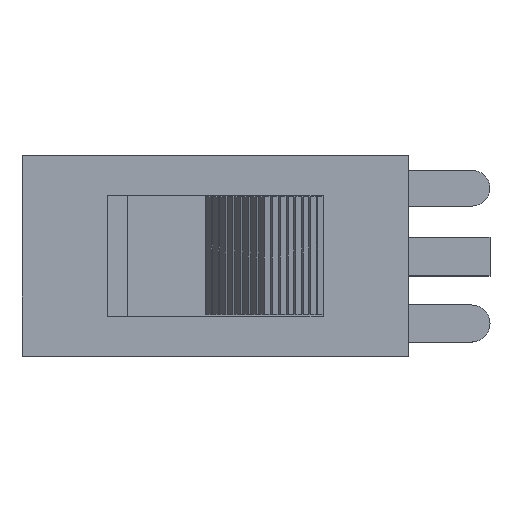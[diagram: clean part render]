
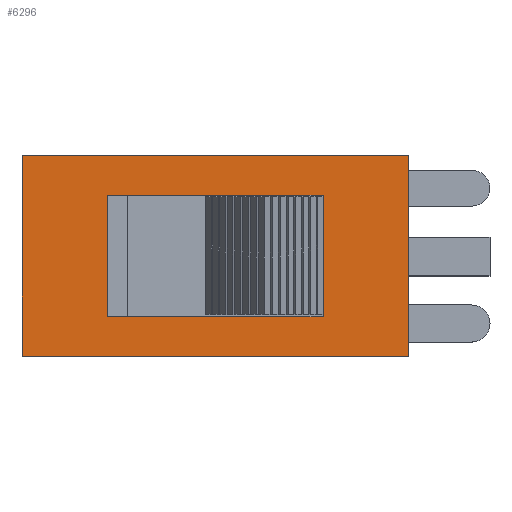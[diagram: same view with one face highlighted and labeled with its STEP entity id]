
A CAD part, top view. The second image highlights one B-rep face of the part: STEP entity #6296.
In plain terms, the highlighted planar face has unit normal (0, 0, 1).
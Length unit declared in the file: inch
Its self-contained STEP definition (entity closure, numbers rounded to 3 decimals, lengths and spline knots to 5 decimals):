
#869=CARTESIAN_POINT('',(0.25,0.12992,0.26417));
#870=VERTEX_POINT('',#869);
#877=CARTESIAN_POINT('',(0.25,-0.12992,0.26417));
#878=VERTEX_POINT('',#877);
#879=CARTESIAN_POINT('',(0.25,0.12992,0.26417));
#880=DIRECTION('',(0.0,-1.0,0.0));
#881=VECTOR('',#880,0.25984);
#882=LINE('',#879,#881);
#883=EDGE_CURVE('',#870,#878,#882,.T.);
#3520=CARTESIAN_POINT('',(0.13976,0.07598,0.26417));
#3521=VERTEX_POINT('',#3520);
#3522=CARTESIAN_POINT('',(0.13976,-0.07598,0.26417));
#3523=VERTEX_POINT('',#3522);
#3524=CARTESIAN_POINT('',(0.13976,0.07598,0.26417));
#3525=DIRECTION('',(0.0,-1.0,0.0));
#3526=VECTOR('',#3525,0.15197);
#3527=LINE('',#3524,#3526);
#3528=EDGE_CURVE('',#3521,#3523,#3527,.T.);
#4953=CARTESIAN_POINT('',(0.13976,0.07874,0.26417));
#4954=VERTEX_POINT('',#4953);
#4955=CARTESIAN_POINT('',(0.13976,0.07874,0.26417));
#4956=DIRECTION('',(0.0,-1.0,0.0));
#4957=VECTOR('',#4956,0.00276);
#4958=LINE('',#4955,#4957);
#4959=EDGE_CURVE('',#4954,#3521,#4958,.T.);
#6232=CARTESIAN_POINT('',(-0.275,-0.14291,0.26417));
#6233=DIRECTION('',(0.0,0.0,1.0));
#6234=DIRECTION('',(1.0,0.0,0.0));
#6235=AXIS2_PLACEMENT_3D('',#6232,#6233,#6234);
#6236=PLANE('',#6235);
#6237=CARTESIAN_POINT('',(-0.25,-0.12992,0.26417));
#6238=VERTEX_POINT('',#6237);
#6239=CARTESIAN_POINT('',(-0.25,0.12992,0.26417));
#6240=VERTEX_POINT('',#6239);
#6241=CARTESIAN_POINT('',(-0.25,-0.12992,0.26417));
#6242=DIRECTION('',(0.0,1.0,0.0));
#6243=VECTOR('',#6242,0.25984);
#6244=LINE('',#6241,#6243);
#6245=EDGE_CURVE('',#6238,#6240,#6244,.T.);
#6246=ORIENTED_EDGE('',*,*,#6245,.F.);
#6247=CARTESIAN_POINT('',(0.25,-0.12992,0.26417));
#6248=DIRECTION('',(-1.0,0.0,0.0));
#6249=VECTOR('',#6248,0.5);
#6250=LINE('',#6247,#6249);
#6251=EDGE_CURVE('',#878,#6238,#6250,.T.);
#6252=ORIENTED_EDGE('',*,*,#6251,.F.);
#6253=ORIENTED_EDGE('',*,*,#883,.F.);
#6254=CARTESIAN_POINT('',(-0.25,0.12992,0.26417));
#6255=DIRECTION('',(1.0,0.0,0.0));
#6256=VECTOR('',#6255,0.5);
#6257=LINE('',#6254,#6256);
#6258=EDGE_CURVE('',#6240,#870,#6257,.T.);
#6259=ORIENTED_EDGE('',*,*,#6258,.F.);
#6260=EDGE_LOOP('',(#6246,#6252,#6253,#6259));
#6261=FACE_OUTER_BOUND('',#6260,.T.);
#6262=ORIENTED_EDGE('',*,*,#4959,.T.);
#6263=ORIENTED_EDGE('',*,*,#3528,.T.);
#6264=CARTESIAN_POINT('',(0.13976,-0.07874,0.26417));
#6265=VERTEX_POINT('',#6264);
#6266=CARTESIAN_POINT('',(0.13976,-0.07598,0.26417));
#6267=DIRECTION('',(0.0,-1.0,0.0));
#6268=VECTOR('',#6267,0.00276);
#6269=LINE('',#6266,#6268);
#6270=EDGE_CURVE('',#3523,#6265,#6269,.T.);
#6271=ORIENTED_EDGE('',*,*,#6270,.T.);
#6272=CARTESIAN_POINT('',(-0.13976,-0.07874,0.26417));
#6273=VERTEX_POINT('',#6272);
#6274=CARTESIAN_POINT('',(0.13976,-0.07874,0.26417));
#6275=DIRECTION('',(-1.0,0.0,0.0));
#6276=VECTOR('',#6275,0.27953);
#6277=LINE('',#6274,#6276);
#6278=EDGE_CURVE('',#6265,#6273,#6277,.T.);
#6279=ORIENTED_EDGE('',*,*,#6278,.T.);
#6280=CARTESIAN_POINT('',(-0.13976,0.07874,0.26417));
#6281=VERTEX_POINT('',#6280);
#6282=CARTESIAN_POINT('',(-0.13976,-0.07874,0.26417));
#6283=DIRECTION('',(0.0,1.0,0.0));
#6284=VECTOR('',#6283,0.15748);
#6285=LINE('',#6282,#6284);
#6286=EDGE_CURVE('',#6273,#6281,#6285,.T.);
#6287=ORIENTED_EDGE('',*,*,#6286,.T.);
#6288=CARTESIAN_POINT('',(-0.13976,0.07874,0.26417));
#6289=DIRECTION('',(1.0,0.0,0.0));
#6290=VECTOR('',#6289,0.27953);
#6291=LINE('',#6288,#6290);
#6292=EDGE_CURVE('',#6281,#4954,#6291,.T.);
#6293=ORIENTED_EDGE('',*,*,#6292,.T.);
#6294=EDGE_LOOP('',(#6262,#6263,#6271,#6279,#6287,#6293));
#6295=FACE_BOUND('',#6294,.T.);
#6296=ADVANCED_FACE('',(#6261,#6295),#6236,.T.);
